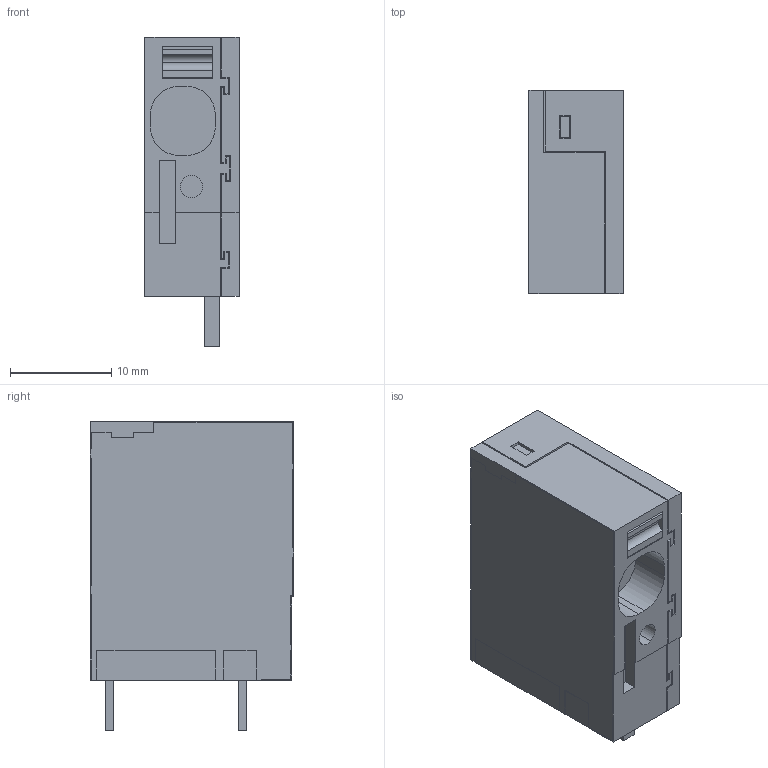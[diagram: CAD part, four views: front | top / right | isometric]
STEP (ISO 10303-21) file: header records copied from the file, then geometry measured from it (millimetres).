
FILE_DESCRIPTION(('CATIA V5R22 STEP214','CAx-IF Rec.Pracs.--- Model Styling and Organization---1.4--- 2014-01-23'),'2;1');
FILE_NAME ('D1462734_3_2473420000_2473420000.stp','2023-04-27T12:23:15+00:00',('none'),('Weidmueller'),'CATIA Version 5-6 Release 2016 SP3 HF44','CATIA V5 STEP AP214','none');
FILE_SCHEMA(('AUTOMOTIVE_DESIGN { 1 0 10303 214 1 1 1 1 }'));
Length unit declared in the file: millimetre
Products named in the file (1): 2473420000
Bounding box: 9.31 x 20.05 x 30.56 mm (x, y, z)
Volume: 4284.9 mm3; surface area: 2553.5 mm2
Topology: 4 solids, 4 shells, 233 faces, 661 edges, 442 vertices
Faces by surface type: plane 225, cylinder 8
Entity records: 7367 total; most frequent: ORIENTED_EDGE 1322, CARTESIAN_POINT 1280, DIRECTION 1007, EDGE_CURVE 661, VECTOR 641, LINE 641, VERTEX_POINT 442, EDGE_LOOP 241
